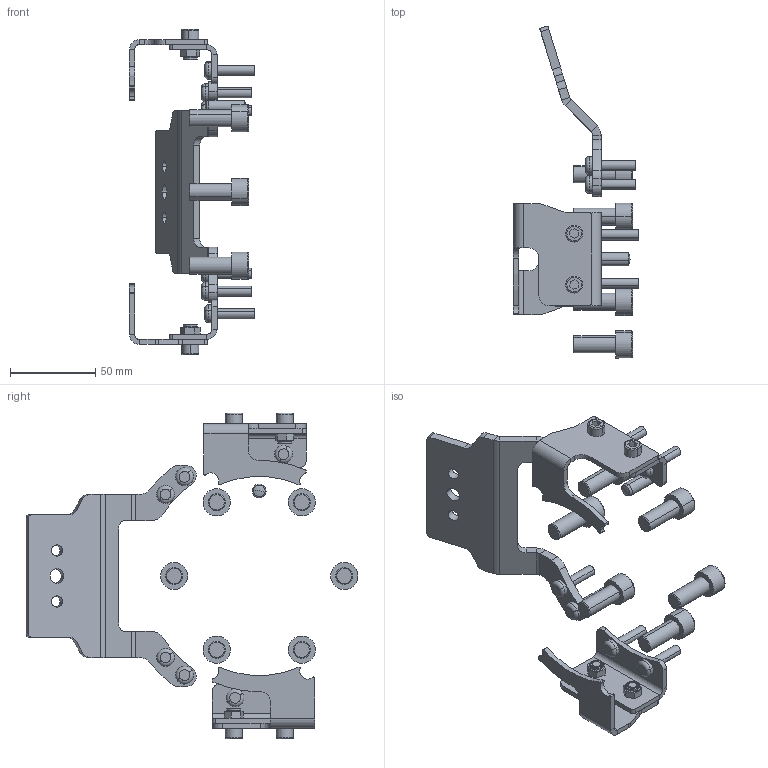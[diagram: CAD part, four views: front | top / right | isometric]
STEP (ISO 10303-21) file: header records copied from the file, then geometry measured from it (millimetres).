
FILE_DESCRIPTION (( 'STEP AP214' ), '1' );
FILE_NAME ('P5220-1.STEP', '2022-03-18T09:07:23', ( '' ), ( '' ), 'SwSTEP 2.0', 'SolidWorks 2019', '' );
FILE_SCHEMA (( 'AUTOMOTIVE_DESIGN' ));
Length unit declared in the file: millimetre
Products named in the file (1): P5220-1
Bounding box: 73.5 x 195.07 x 191.2 mm (x, y, z)
Volume: 98604.8 mm3; surface area: 62743.7 mm2
Topology: 28 solids, 28 shells, 572 faces, 1288 edges, 808 vertices
Faces by surface type: plane 250, cylinder 220, torus 68, cone 30, sphere 4
Entity records: 22671 total; most frequent: DIRECTION 3048, CARTESIAN_POINT 2669, ORIENTED_EDGE 2576, EDGE_CURVE 1288, AXIS2_PLACEMENT_3D 1187, VERTEX_POINT 808, VECTOR 674, LINE 674
